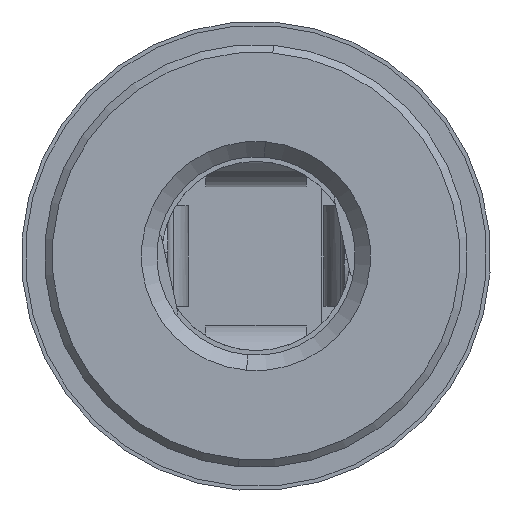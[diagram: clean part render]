
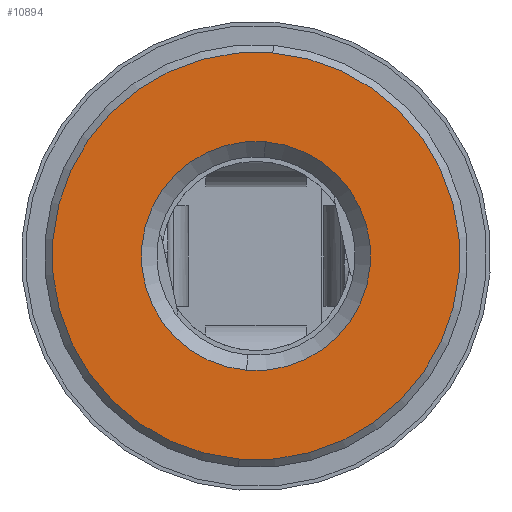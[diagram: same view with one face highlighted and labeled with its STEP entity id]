
A CAD part, left-side view. The second image highlights one B-rep face of the part: STEP entity #10894.
In plain terms, the highlighted planar face has unit normal (-1, 0, 0).
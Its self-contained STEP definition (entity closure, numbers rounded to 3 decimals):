
#270 = EDGE_CURVE ( 'NONE', #11592, #8102, #12148, .T. ) ;
#337 = DIRECTION ( 'NONE',  ( -1., 0., 0. ) ) ;
#817 = EDGE_LOOP ( 'NONE', ( #11694, #5897 ) ) ;
#1336 = AXIS2_PLACEMENT_3D ( 'NONE', #3853, #2736, #13463 ) ;
#2736 = DIRECTION ( 'NONE',  ( -1., 0., 0. ) ) ;
#2741 = DIRECTION ( 'NONE',  ( 0., 0., 1. ) ) ;
#3853 = CARTESIAN_POINT ( 'NONE',  ( -3.423, 0., 0. ) ) ;
#4086 = ORIENTED_EDGE ( 'NONE', *, *, #5622, .F. ) ;
#5190 = CARTESIAN_POINT ( 'NONE',  ( -3.423, 0., 2.65 ) ) ;
#5590 = CARTESIAN_POINT ( 'NONE',  ( -3.423, 0., 0. ) ) ;
#5622 = EDGE_CURVE ( 'NONE', #8102, #11592, #6886, .T. ) ;
#5859 = ORIENTED_EDGE ( 'NONE', *, *, #270, .F. ) ;
#5897 = ORIENTED_EDGE ( 'NONE', *, *, #14183, .T. ) ;
#6273 = CIRCLE ( 'NONE', #6672, 2.65 ) ;
#6672 = AXIS2_PLACEMENT_3D ( 'NONE', #14495, #337, #2741 ) ;
#6886 = CIRCLE ( 'NONE', #1336, 1.49 ) ;
#7445 = EDGE_CURVE ( 'NONE', #8927, #8178, #6273, .T. ) ;
#8102 = VERTEX_POINT ( 'NONE', #9650 ) ;
#8178 = VERTEX_POINT ( 'NONE', #5190 ) ;
#8416 = AXIS2_PLACEMENT_3D ( 'NONE', #14234, #13210, #10830 ) ;
#8927 = VERTEX_POINT ( 'NONE', #9806 ) ;
#8985 = DIRECTION ( 'NONE',  ( 0., 0., 1. ) ) ;
#9125 = FACE_OUTER_BOUND ( 'NONE', #817, .T. ) ;
#9271 = AXIS2_PLACEMENT_3D ( 'NONE', #5590, #13798, #15112 ) ;
#9650 = CARTESIAN_POINT ( 'NONE',  ( -3.423, 0., 1.49 ) ) ;
#9714 = CIRCLE ( 'NONE', #8416, 2.65 ) ;
#9806 = CARTESIAN_POINT ( 'NONE',  ( -3.423, 0., -2.65 ) ) ;
#9861 = FACE_BOUND ( 'NONE', #11331, .T. ) ;
#10830 = DIRECTION ( 'NONE',  ( 0., 0., 1. ) ) ;
#10894 = ADVANCED_FACE ( 'NONE', ( #9125, #9861 ), #15155, .T. ) ;
#11331 = EDGE_LOOP ( 'NONE', ( #4086, #5859 ) ) ;
#11402 = AXIS2_PLACEMENT_3D ( 'NONE', #12515, #11671, #8985 ) ;
#11592 = VERTEX_POINT ( 'NONE', #13929 ) ;
#11671 = DIRECTION ( 'NONE',  ( -1., 0., 0. ) ) ;
#11694 = ORIENTED_EDGE ( 'NONE', *, *, #7445, .T. ) ;
#12148 = CIRCLE ( 'NONE', #9271, 1.49 ) ;
#12515 = CARTESIAN_POINT ( 'NONE',  ( -3.423, 1.49, 0. ) ) ;
#13210 = DIRECTION ( 'NONE',  ( -1., 0., 0. ) ) ;
#13463 = DIRECTION ( 'NONE',  ( 0., 0., 1. ) ) ;
#13798 = DIRECTION ( 'NONE',  ( -1., 0., 0. ) ) ;
#13929 = CARTESIAN_POINT ( 'NONE',  ( -3.423, 0., -1.49 ) ) ;
#14183 = EDGE_CURVE ( 'NONE', #8178, #8927, #9714, .T. ) ;
#14234 = CARTESIAN_POINT ( 'NONE',  ( -3.423, 0., 0. ) ) ;
#14495 = CARTESIAN_POINT ( 'NONE',  ( -3.423, 0., 0. ) ) ;
#15112 = DIRECTION ( 'NONE',  ( 0., 0., 1. ) ) ;
#15155 = PLANE ( 'NONE',  #11402 ) ;
